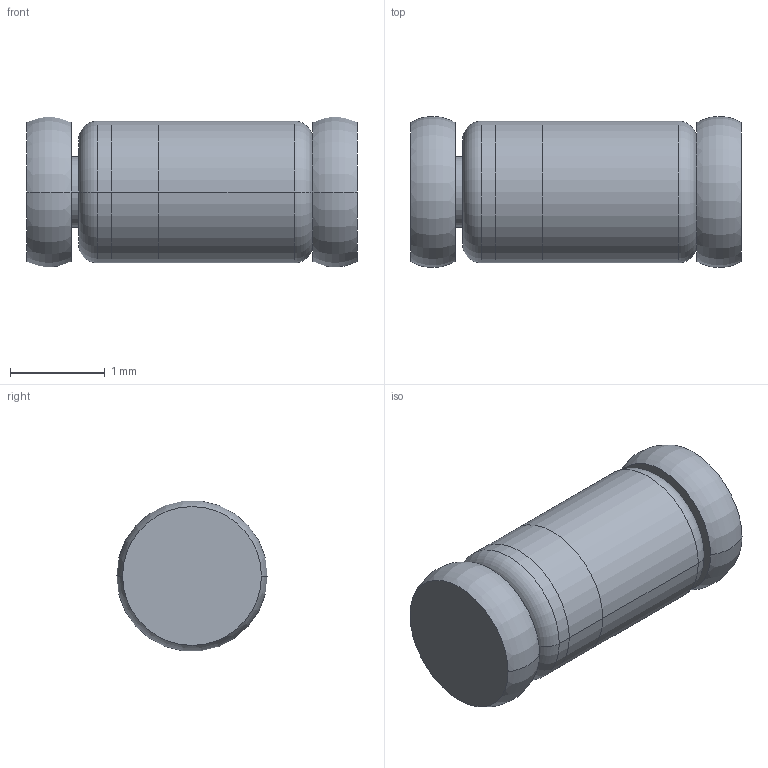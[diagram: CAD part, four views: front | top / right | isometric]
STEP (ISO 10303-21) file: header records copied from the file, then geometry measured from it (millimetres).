
FILE_DESCRIPTION (( 'STEP AP214' ), '1' );
FILE_NAME ('TZM5232B-GS08.STEP', '2023-05-17T10:16:45', ( '' ), ( '' ), 'SwSTEP 2.0', 'SolidWorks 2021', '' );
FILE_SCHEMA (( 'AUTOMOTIVE_DESIGN' ));
Length unit declared in the file: millimetre
Products named in the file (1): TZM5232B-GS08
Bounding box: 3.5 x 1.6 x 1.59 mm (x, y, z)
Volume: 6.1 mm3; surface area: 32.5 mm2
Topology: 4 solids, 4 shells, 31 faces, 56 edges, 36 vertices
Faces by surface type: cylinder 12, plane 11, torus 8
Entity records: 847 total; most frequent: DIRECTION 164, CARTESIAN_POINT 124, ORIENTED_EDGE 112, AXIS2_PLACEMENT_3D 76, EDGE_CURVE 56, CIRCLE 44, VERTEX_POINT 36, EDGE_LOOP 36
